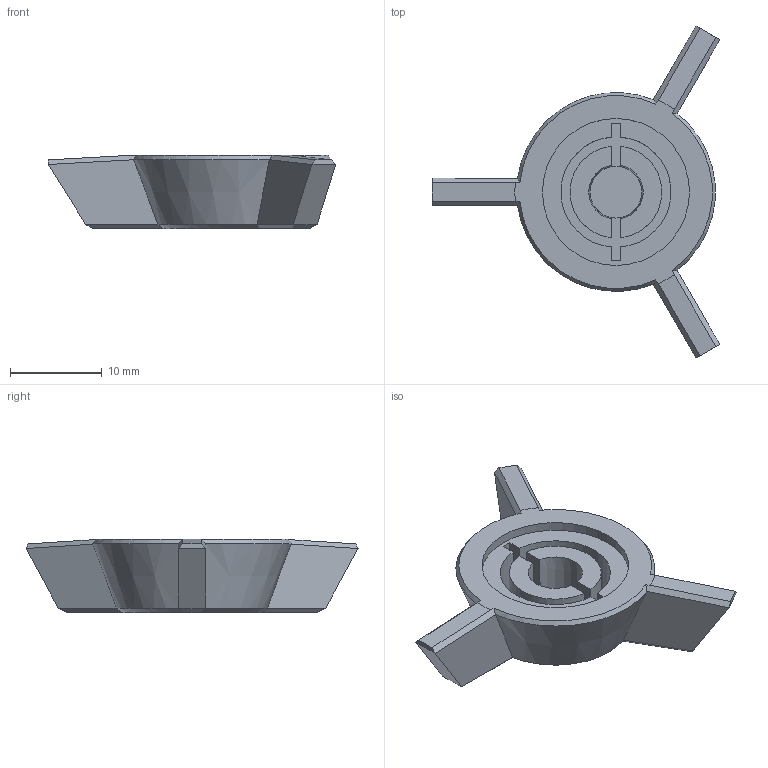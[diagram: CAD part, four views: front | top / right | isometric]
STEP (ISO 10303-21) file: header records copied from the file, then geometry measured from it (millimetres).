
FILE_DESCRIPTION(/* description */ (''),/* implementation_level */ '2;1');
FILE_NAME(/* name */ 'LCD-knob.stp',/* time_stamp */ '2020-11-25T12:55:58+01:00',/* author */ ('PR'),/* organization */ (''),/* preprocessor_version */ 'ST-DEVELOPER v18.1',/* originating_system */ 'Autodesk Inventor 2021',/* authorisation */ '');
FILE_SCHEMA (('AUTOMOTIVE_DESIGN { 1 0 10303 214 3 1 1 }'));
Length unit declared in the file: millimetre
Products named in the file (1): mk3splus-knob
Bounding box: 31.3 x 36.14 x 8 mm (x, y, z)
Volume: 2298.6 mm3; surface area: 2249 mm2
Topology: 1 solids, 1 shells, 64 faces, 173 edges, 116 vertices
Faces by surface type: plane 38, cone 14, cylinder 6, bspline 6
Full cylindrical faces by diameter (mm): 5.658 x1, 16 x1
Entity records: 2562 total; most frequent: CARTESIAN_POINT 1016, ORIENTED_EDGE 346, DIRECTION 269, EDGE_CURVE 173, VERTEX_POINT 116, AXIS2_PLACEMENT_3D 98, LINE 73, VECTOR 73
